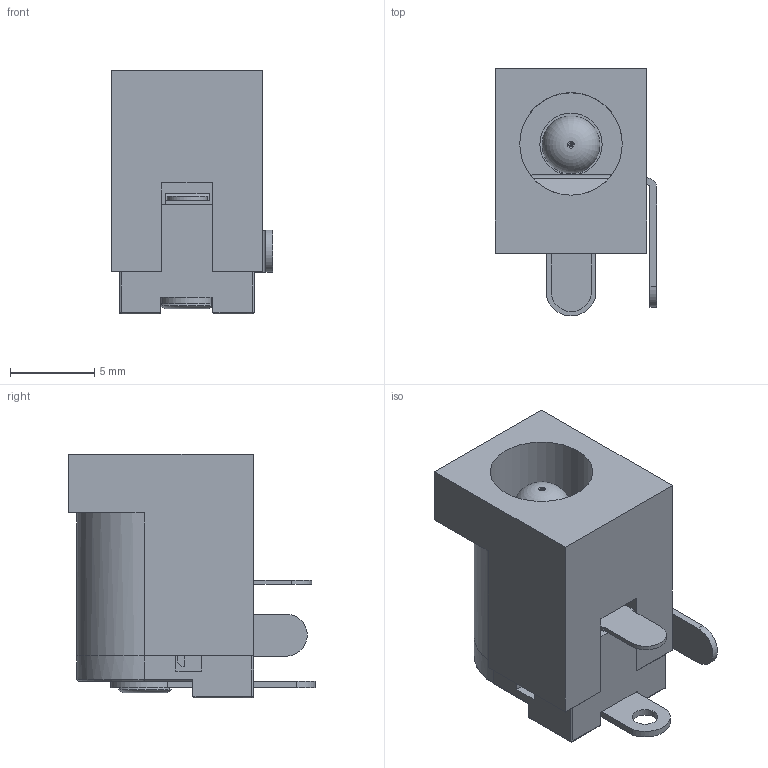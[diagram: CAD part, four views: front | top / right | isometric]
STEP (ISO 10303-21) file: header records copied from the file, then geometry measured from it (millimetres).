
FILE_DESCRIPTION(/* description */ ('Alibre Inc.'),/* implementation_level */ '2;1');
FILE_NAME(/* name */ 'export0',/* time_stamp */ '2015-10-02T13:02:44+09:00',/* author */ (''),/* organization */ (''),/* preprocessor_version */ 'ST-DEVELOPER v14',/* originating_system */ 'Alibre',/* authorisation */ '');
FILE_SCHEMA (('CONFIG_CONTROL_DESIGN'));
Length unit declared in the file: centimetre
Products named in the file (1): ID_1
Bounding box: 9.59 x 14.7 x 14.5 mm (x, y, z)
Volume: 795 mm3; surface area: 1721.2 mm2
Topology: 1 solids, 1 shells, 200 faces, 560 edges, 359 vertices
Faces by surface type: plane 139, cylinder 50, torus 7, cone 2, sphere 2
Full cylindrical faces by diameter (mm): 1.5 x2, 1.8 x1, 1.92 x1, 2.1 x1, 2.2 x1, 2.36 x1, 3 x1, 3.7 x1, 6.1 x1
Entity records: 6038 total; most frequent: CARTESIAN_POINT 1112, ORIENTED_EDGE 1064, DIRECTION 848, EDGE_CURVE 532, VECTOR 386, LINE 386, VERTEX_POINT 352, AXIS2_PLACEMENT_3D 297
